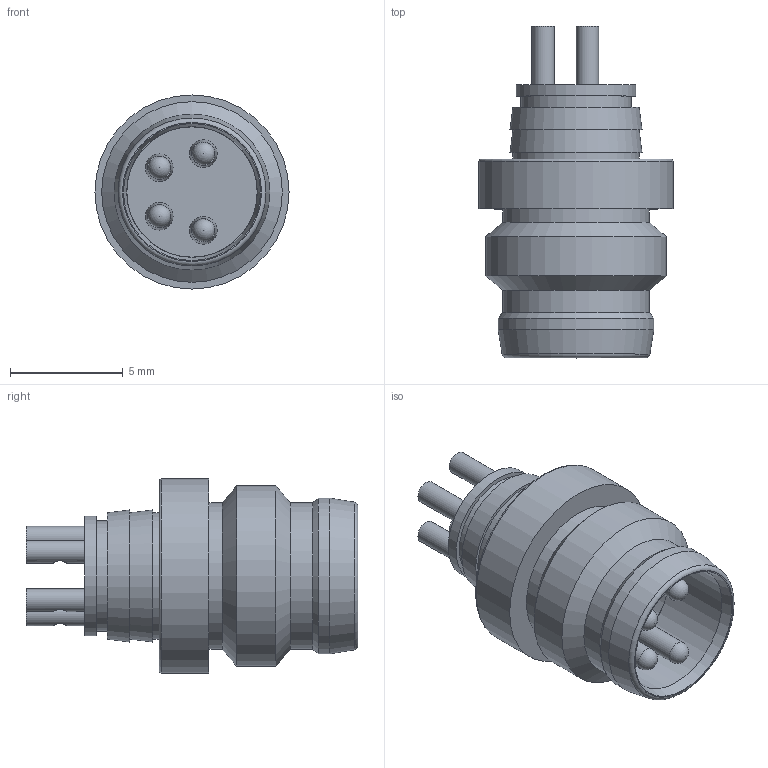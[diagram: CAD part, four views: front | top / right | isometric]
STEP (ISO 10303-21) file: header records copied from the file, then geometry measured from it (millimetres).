
FILE_DESCRIPTION(/* description */ (''),/* implementation_level */ '2;1');
FILE_NAME(/* name */ 'SESP4SL.stp',/* time_stamp */ '2017-08-08T13:28:25+02:00',/* author */ (''),/* organization */ (''),/* preprocessor_version */ 'ST-DEVELOPER v16',/* originating_system */ 'SIEMENS PLM Software NX 10.0',/* authorisation */ '');
FILE_SCHEMA (('AUTOMOTIVE_DESIGN { 1 0 10303 214 3 1 1 1 }'));
Length unit declared in the file: millimetre
Products named in the file (1): SESP4SL
Bounding box: 8.6 x 14.7 x 8.6 mm (x, y, z)
Volume: 358.4 mm3; surface area: 599.8 mm2
Topology: 1 solids, 1 shells, 69 faces, 142 edges, 91 vertices
Faces by surface type: cylinder 26, cone 19, plane 18, sphere 4, torus 2
Full cylindrical faces by diameter (mm): 0.6 x4, 0.7 x4, 1 x8, 4.9 x1, 5.3 x1, 5.6 x1, 5.775 x1, 5.8 x1, 6.5 x2, 6.9 x1, 8 x1, 8.6 x1
Entity records: 1962 total; most frequent: CARTESIAN_POINT 734, DIRECTION 268, FACE_BOUND 144, EDGE_LOOP 144, ORIENTED_EDGE 144, AXIS2_PLACEMENT_3D 134, VERTEX_POINT 76, EDGE_CURVE 72
